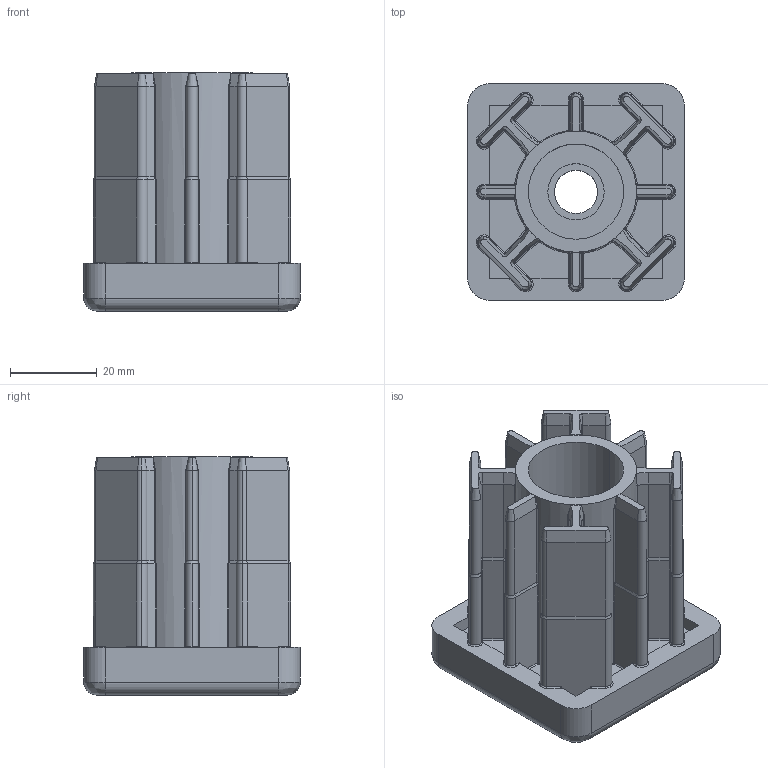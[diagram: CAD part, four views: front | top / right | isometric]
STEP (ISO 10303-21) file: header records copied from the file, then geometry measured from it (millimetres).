
FILE_DESCRIPTION (( 'STEP AP214' ), '1' );
FILE_NAME ('098v502510.STEP', '2014-09-01T12:32:58', ( '' ), ( '' ), 'SwSTEP 2.0', 'SolidWorks 2014', '' );
FILE_SCHEMA (( 'AUTOMOTIVE_DESIGN' ));
Length unit declared in the file: inch
Products named in the file (1): 098v502510
Bounding box: 50 x 50 x 55 mm (x, y, z)
Volume: 55719.8 mm3; surface area: 24755.4 mm2
Topology: 1 solids, 1 shells, 576 faces, 1389 edges, 806 vertices
Faces by surface type: plane 205, cylinder 178, cone 110, bspline 83
Entity records: 25388 total; most frequent: CARTESIAN_POINT 5075, ORIENTED_EDGE 2754, DIRECTION 2622, EDGE_CURVE 1377, AXIS2_PLACEMENT_3D 951, VERTEX_POINT 806, LINE 720, VECTOR 720
